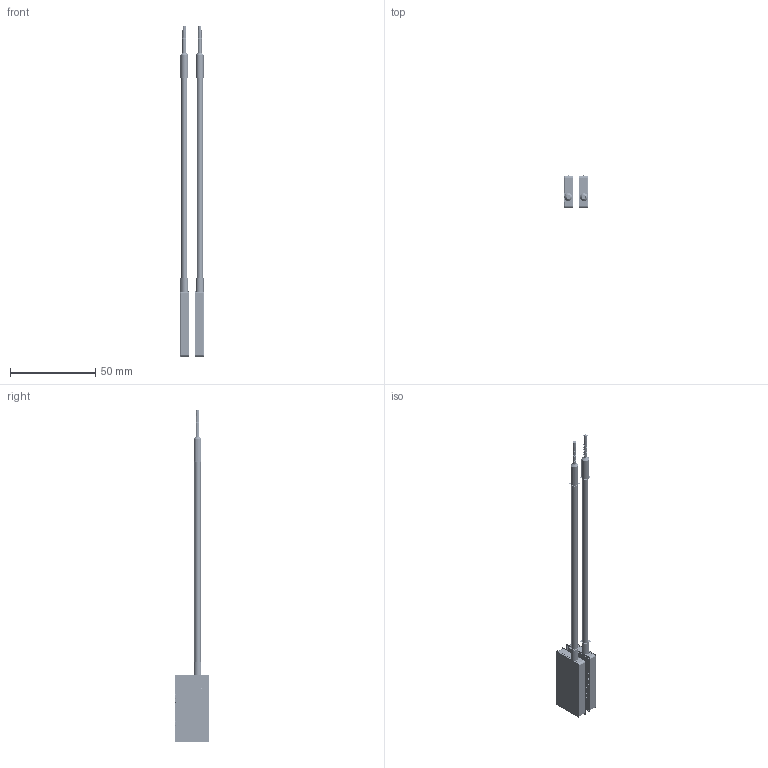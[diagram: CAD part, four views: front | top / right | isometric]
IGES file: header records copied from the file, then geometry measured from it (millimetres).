
Start section:  PTC IGES file: 193368.igs
Global section: file name: 193368.igs; native system: Creo Parametric by Parametric Technology Corporation; preprocessor: 2013230; author: pdmadmin; organization: Unknown; date: 20160302.095241; units: millimetre
Bounding box: 14.08 x 19.81 x 194.96 mm (x, y, z)
Volume: 9196 mm3; surface area: 132586.9 mm2
Topology: 60 solids, 62 shells, 4090 faces, 19766 edges, 24878 vertices
Faces by surface type: revolution 2380, bspline 1710
